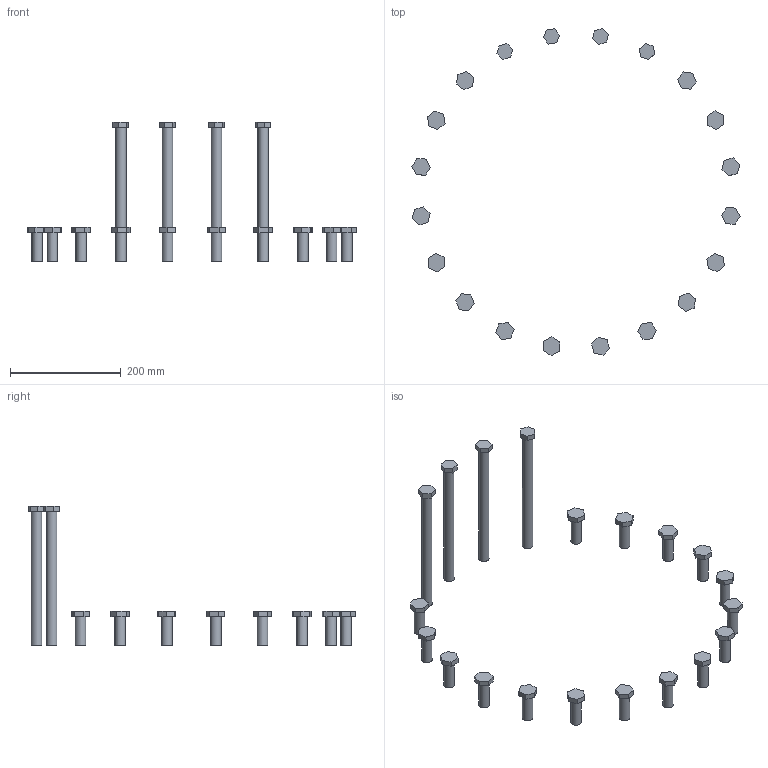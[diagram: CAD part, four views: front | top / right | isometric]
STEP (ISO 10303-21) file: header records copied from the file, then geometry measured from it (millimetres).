
FILE_DESCRIPTION( ( '' ), ' ' );
FILE_NAME( '5dfa4cf64e01b0126b942a0b.step', '2019-12-18T15:59:51', ( '' ), ( '' ), ' ', ' ', ' ' );
FILE_SCHEMA( ( 'AUTOMOTIVE_DESIGN { 1 0 10303 214 1 1 1 1 }' ) );
Length unit declared in the file: metre
Products named in the file (20): Part 17; Part 13; Part 29; Part 19; Part 28; Part 30; Part 12; Part 25; Part 18; Part 26; Part 27; Part 11; Part 24; Part 20; Part 22; Part 21; Part 16; Part 23; Part 15; Part 14
Bounding box: 593.82 x 591.43 x 252.72 mm (x, y, z)
Volume: 651998.2 mm3; surface area: 155714.7 mm2
Topology: 20 solids, 20 shells, 200 faces, 420 edges, 280 vertices
Faces by surface type: plane 180, cylinder 20
Full cylindrical faces by diameter (mm): 19.05 x20
Entity records: 6970 total; most frequent: CARTESIAN_POINT 900, DIRECTION 880, ORIENTED_EDGE 800, EDGE_CURVE 400, LINE 360, VECTOR 360, VERTEX_POINT 280, AXIS2_PLACEMENT_3D 260
